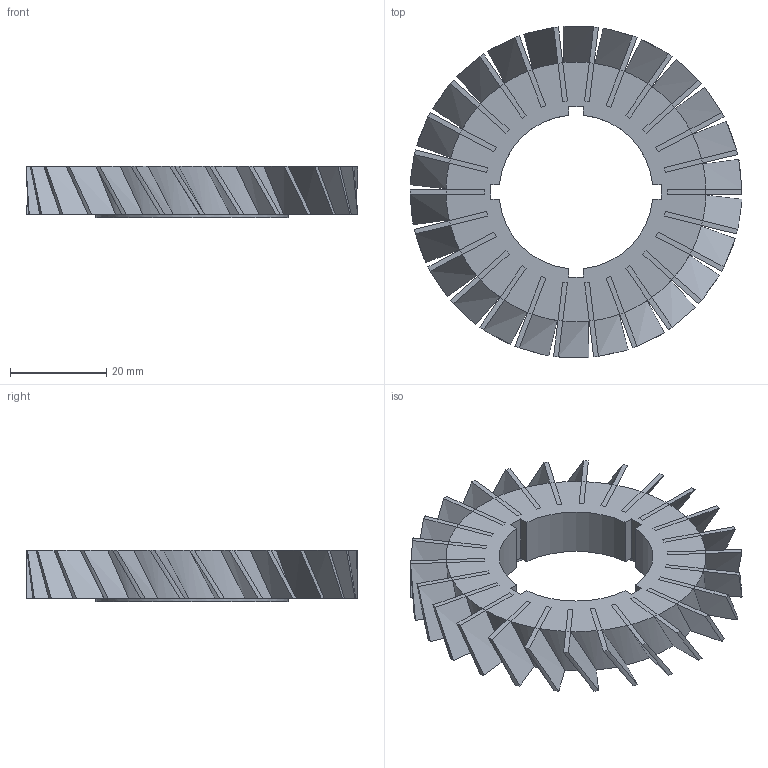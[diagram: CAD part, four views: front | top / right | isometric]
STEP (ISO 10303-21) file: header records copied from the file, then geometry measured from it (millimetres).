
FILE_DESCRIPTION(('FreeCAD Model'),'2;1');
FILE_NAME('Open CASCADE Shape Model','2024-05-14T11:42:00',('Author'),( ''),'Open CASCADE STEP processor 7.6','FreeCAD','Unknown');
FILE_SCHEMA(('AUTOMOTIVE_DESIGN { 1 0 10303 214 1 1 1 1 }'));
Length unit declared in the file: millimetre
Products named in the file (2): Exhaust-Minor-Fan-002; Body127
Assembly tree (1 placements, depth 2):
  Exhaust-Minor-Fan-002
    Body127
Bounding box: 69 x 68.92 x 10.7 mm (x, y, z)
Volume: 16771.3 mm3; surface area: 10849.7 mm2
Topology: 1 solids, 1 shells, 286 faces, 743 edges, 459 vertices
Faces by surface type: plane 174, cylinder 60, bspline 52
Full cylindrical faces by diameter (mm): 36 x1, 40 x1
Entity records: 10118 total; most frequent: CARTESIAN_POINT 3602, ORIENTED_EDGE 1486, DIRECTION 1204, EDGE_CURVE 743, AXIS2_PLACEMENT_3D 511, VERTEX_POINT 459, FACE_BOUND 288, EDGE_LOOP 288
